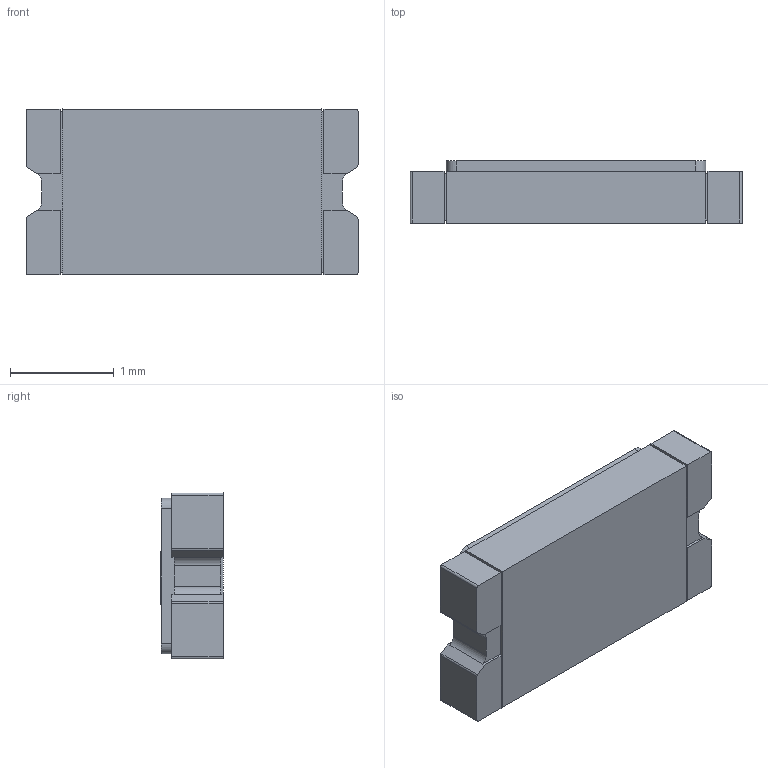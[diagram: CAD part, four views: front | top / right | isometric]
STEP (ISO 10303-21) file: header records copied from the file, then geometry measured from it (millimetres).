
FILE_DESCRIPTION (( 'STEP AP214' ), '1' );
FILE_NAME ('LVK12.STEP', '2018-02-08T23:56:43', ( '' ), ( '' ), 'SwSTEP 2.0', 'SolidWorks 2014', '' );
FILE_SCHEMA (( 'AUTOMOTIVE_DESIGN' ));
Length unit declared in the file: inch
Products named in the file (1): LVK12
Bounding box: 3.2 x 0.6 x 1.6 mm (x, y, z)
Volume: 2.9 mm3; surface area: 16.1 mm2
Topology: 1 solids, 1 shells, 121 faces, 328 edges, 216 vertices
Faces by surface type: plane 92, cylinder 16, bspline 13
Entity records: 5750 total; most frequent: CARTESIAN_POINT 1391, ORIENTED_EDGE 656, DIRECTION 552, EDGE_CURVE 328, VECTOR 270, LINE 270, VERTEX_POINT 216, AXIS2_PLACEMENT_3D 141
